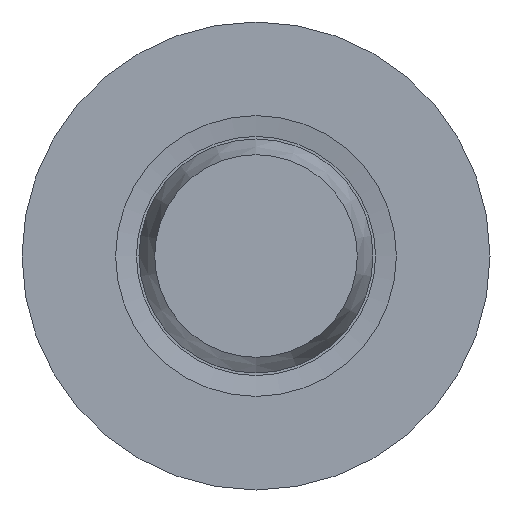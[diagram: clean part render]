
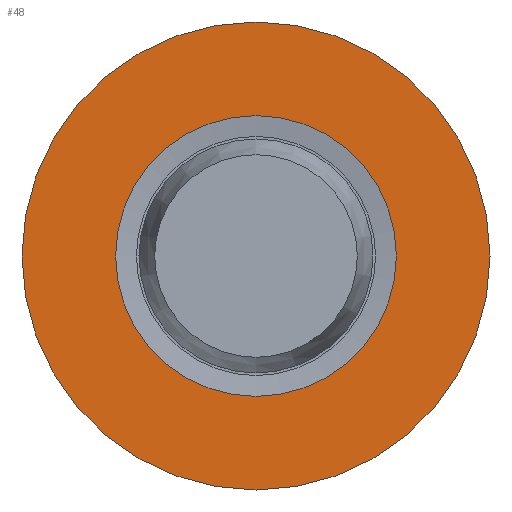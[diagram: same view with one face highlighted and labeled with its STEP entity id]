
A CAD part, front view. The second image highlights one B-rep face of the part: STEP entity #48.
In plain terms, the highlighted planar face has unit normal (0, -1, 0).
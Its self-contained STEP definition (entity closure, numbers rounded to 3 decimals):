
#48 = ADVANCED_FACE( '', ( #101, #102 ), #103, .F. );
#101 = FACE_BOUND( '', #154, .T. );
#102 = FACE_OUTER_BOUND( '', #155, .T. );
#103 = PLANE( '', #156 );
#154 = EDGE_LOOP( '', ( #213 ) );
#155 = EDGE_LOOP( '', ( #214 ) );
#156 = AXIS2_PLACEMENT_3D( '', #215, #216, #217 );
#213 = ORIENTED_EDGE( '', *, *, #260, .F. );
#214 = ORIENTED_EDGE( '', *, *, #247, .T. );
#215 = CARTESIAN_POINT( '', ( 8., 0., 0. ) );
#216 = DIRECTION( '', ( 0., 1., 0. ) );
#217 = DIRECTION( '', ( 0., 0., 1. ) );
#247 = EDGE_CURVE( '', #270, #270, #271, .T. );
#260 = EDGE_CURVE( '', #291, #291, #292, .T. );
#270 = VERTEX_POINT( '', #304 );
#271 = CIRCLE( '', #305, 8. );
#291 = VERTEX_POINT( '', #325 );
#292 = CIRCLE( '', #326, 4.8 );
#304 = CARTESIAN_POINT( '', ( 0., 0., -8. ) );
#305 = AXIS2_PLACEMENT_3D( '', #337, #338, #339 );
#325 = CARTESIAN_POINT( '', ( 0., 0., -4.8 ) );
#326 = AXIS2_PLACEMENT_3D( '', #361, #362, #363 );
#337 = CARTESIAN_POINT( '', ( 0., 0., 0. ) );
#338 = DIRECTION( '', ( 0., -1., 0. ) );
#339 = DIRECTION( '', ( 0., 0., -1. ) );
#361 = CARTESIAN_POINT( '', ( 0., 0., 0. ) );
#362 = DIRECTION( '', ( 0., -1., 0. ) );
#363 = DIRECTION( '', ( 0., 0., -1. ) );
